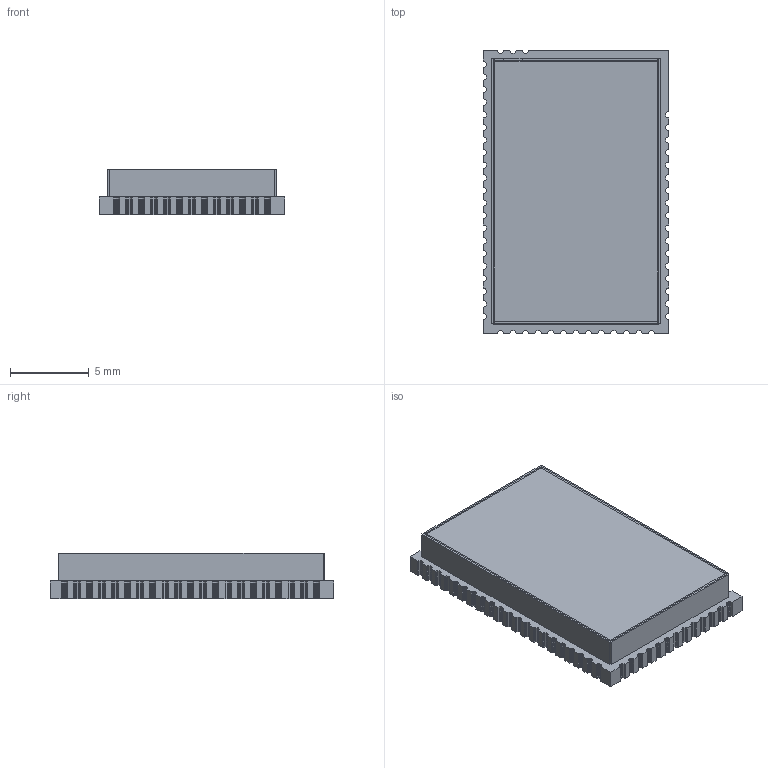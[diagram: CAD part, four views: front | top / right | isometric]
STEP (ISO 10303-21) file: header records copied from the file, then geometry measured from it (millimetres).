
FILE_DESCRIPTION(('Open CASCADE Model'),'2;1');
FILE_NAME('Open CASCADE Shape Model','2018-11-09T10:02:13',('Author'),( 'Open CASCADE'),'Open CASCADE STEP processor 6.2','Open CASCADE 6.2' ,'Unknown');
FILE_SCHEMA(('AUTOMOTIVE_DESIGN { 1 0 10303 214 1 1 1 1 }'));
Length unit declared in the file: millimetre
Products named in the file (25): PCB; Board; F1; 585880304; Extruded; L1; 585884144; L2; X1; 585883888; SH1; 585896560; 624958752; 624955424; 624958624; 624959008; 624958368
Assembly tree (26 placements, depth 4):
  PCB
    Board
    F1
      585880304
        Extruded
    L1
      585884144
        Extruded
    L2
      585884144
        Extruded
    X1
      585883888
        Extruded
    SH1
      585896560
        Extruded
      624958752
        Extruded
      624955424  x2
        Extruded
      624958624
        Extruded
      624959008
        Extruded
      624958368
        Extruded
Bounding box: 11.8 x 18 x 2.87 mm (x, y, z)
Volume: 300.7 mm3; surface area: 1129 mm2
Topology: 12 solids, 12 shells, 558 faces, 1602 edges, 1068 vertices
Faces by surface type: plane 558
Entity records: 38620 total; most frequent: CARTESIAN_POINT 6359, DIRECTION 5880, LINE 4734, VECTOR 4734, ORIENTED_EDGE 3156, PCURVE 3156, DEFINITIONAL_REPRESENTATION 3156, EDGE_CURVE 1578
